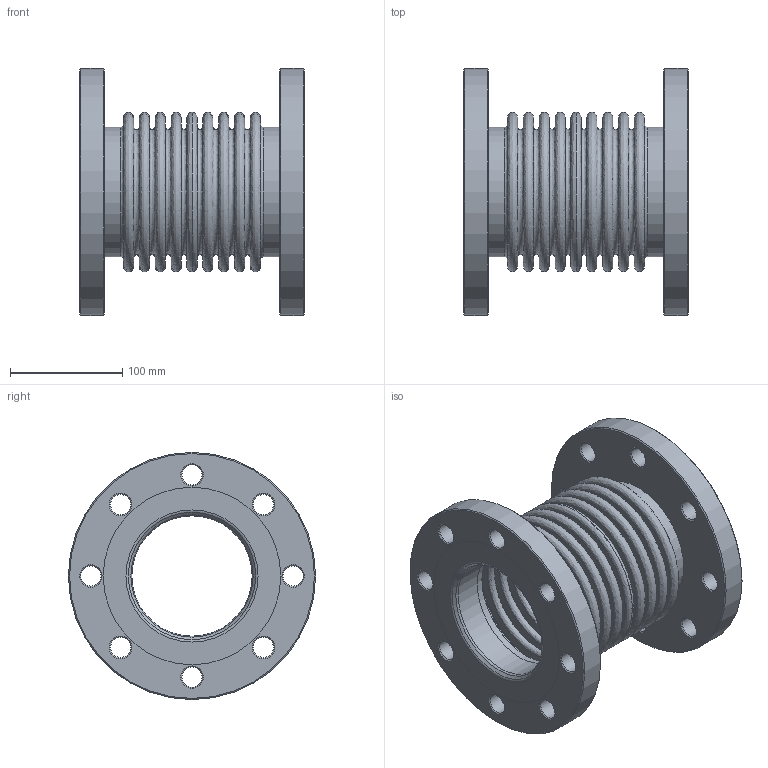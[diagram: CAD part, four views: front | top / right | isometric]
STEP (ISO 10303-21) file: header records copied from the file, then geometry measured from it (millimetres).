
FILE_DESCRIPTION(('HOOPS Exchange Step'),'2;1');
FILE_NAME('KP0501_DN100.stp','2025-11-03T14:19:00+01:00',('nieru'),('Unknown organisation'),'HOOPS Exchange 2024.2','HOOPS Exchange','Unknown authorisation');
FILE_SCHEMA( ('AP203_CONFIGURATION_CONTROLLED_3D_DESIGN_OF_MECHANICAL_PARTS_AND_ASSEMBLIES_MIM_LF') );
Length unit declared in the file: millimetre
Products named in the file (2): 0; root
Assembly tree (1 placements, depth 2):
  root
    0
Bounding box: 200 x 220 x 220 mm (x, y, z)
Surface area: 457556.4 mm2 (no closed solid volume)
Topology: 0 solids, 2 shells, 158 faces, 417 edges, 305 vertices
Faces by surface type: plane 46, cone 42, bspline 38, cylinder 28, torus 4
Full cylindrical faces by diameter (mm): 18 x16, 107.1 x2, 109.967 x2, 112.967 x2, 115.207 x2, 120.283 x2, 220 x2
Entity records: 6438 total; most frequent: CARTESIAN_POINT 2268, DIRECTION 932, ORIENTED_EDGE 838, AXIS2_PLACEMENT_3D 431, EDGE_CURVE 419, CIRCLE 308, VERTEX_POINT 305, EDGE_LOOP 238
